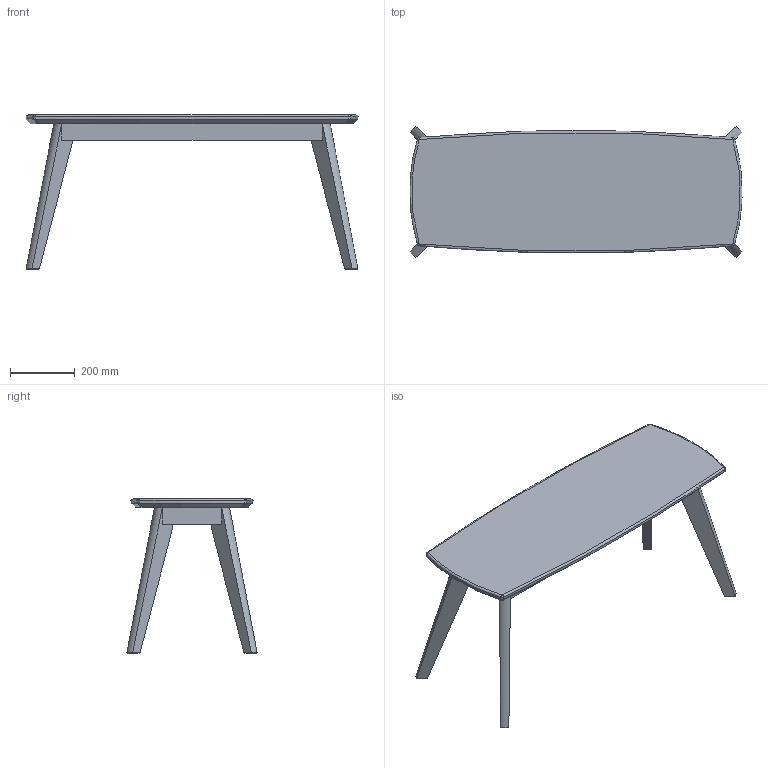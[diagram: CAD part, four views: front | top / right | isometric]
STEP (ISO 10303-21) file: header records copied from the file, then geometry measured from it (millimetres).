
FILE_DESCRIPTION(/* description */ (''),/* implementation_level */ '2;1');
FILE_NAME(/* name */ 'WI6E53~1',/* time_stamp */ '2017-09-28T22:48:02+02:00',/* author */ (''),/* organization */ (''),/* preprocessor_version */ 'ST-DEVELOPER v15',/* originating_system */ '',/* authorisation */ '');
FILE_SCHEMA (('CONFIG_CONTROL_DESIGN'));
Length unit declared in the file: millimetre
Products named in the file (1): Document
Bounding box: 1028.68 x 403.54 x 478 mm (x, y, z)
Volume: 15908661.1 mm3; surface area: 1453829.6 mm2
Topology: 13 solids, 13 shells, 118 faces, 247 edges, 158 vertices
Faces by surface type: plane 74, bspline 44
Entity records: 2956 total; most frequent: CARTESIAN_POINT 1231, ORIENTED_EDGE 488, EDGE_CURVE 244, VERTEX_POINT 152, B_SPLINE_CURVE_WITH_KNOTS 143, ADVANCED_FACE 118, FACE_OUTER_BOUND 118, EDGE_LOOP 118
